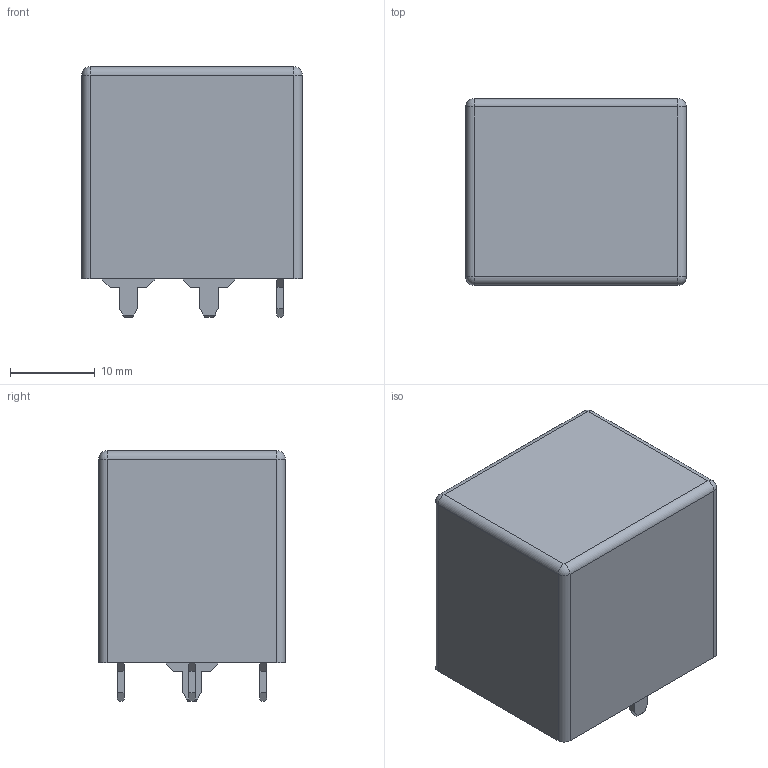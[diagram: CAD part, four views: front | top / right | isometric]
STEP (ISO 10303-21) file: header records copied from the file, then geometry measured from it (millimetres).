
FILE_DESCRIPTION(('FreeCAD Model'),'2;1');
FILE_NAME('Panasonic CB1 Relay-color.step', '2017-03-25T16:01:36',('Author'),(''), 'Open CASCADE STEP processor 6.8','FreeCAD','Unknown');
FILE_SCHEMA(('AUTOMOTIVE_DESIGN_CC2 { 1 2 10303 214 -1 1 5 4 }'));
Length unit declared in the file: millimetre
Products named in the file (7): ASSEMBLY; Fillet; Chamfer002; Chamfer001; Chamfer; Chamfer004; Chamfer003
Assembly tree (6 placements, depth 2):
  ASSEMBLY
    Fillet
    Chamfer002
    Chamfer001
    Chamfer
    Chamfer004
    Chamfer003
Bounding box: 26 x 22 x 29.5 mm (x, y, z)
Volume: 14307.3 mm3; surface area: 3657.3 mm2
Topology: 6 solids, 6 shells, 88 faces, 220 edges, 140 vertices
Faces by surface type: plane 76, cylinder 8, sphere 4
Entity records: 5511 total; most frequent: CARTESIAN_POINT 917, DIRECTION 835, LINE 612, VECTOR 612, ORIENTED_EDGE 432, PCURVE 432, DEFINITIONAL_REPRESENTATION 432, EDGE_CURVE 216
